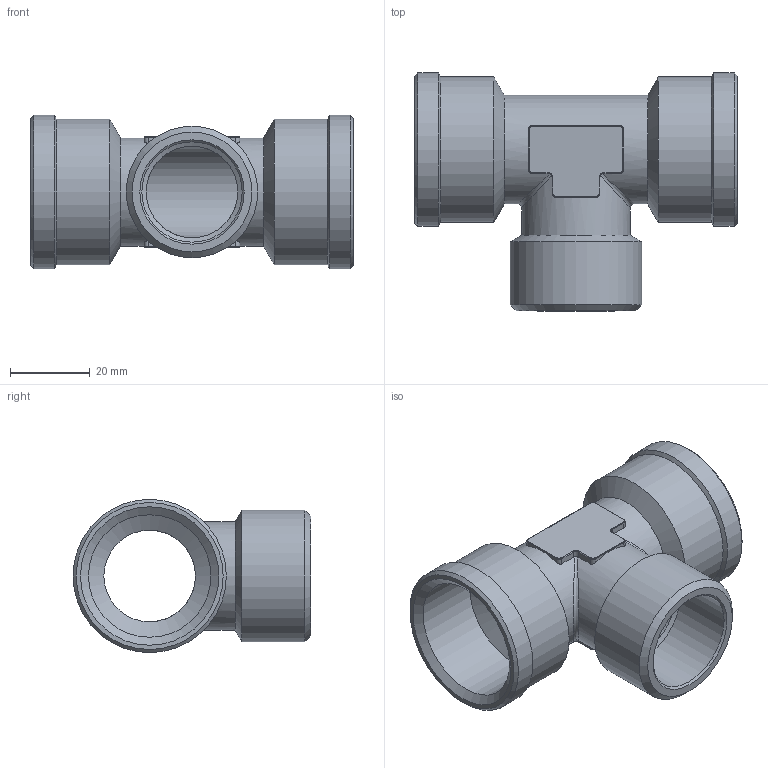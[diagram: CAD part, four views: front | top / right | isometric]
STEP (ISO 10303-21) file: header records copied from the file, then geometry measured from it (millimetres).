
FILE_DESCRIPTION( ( 'STEP AP214' ), '1' );
FILE_NAME( 'psolqas_18276_32.stp', '2021-03-04T17:28:53', ( 'License CC BY-ND 4.0' ), ( 'CADENAS' ), ' ', 'PARTsolutions', ' ' );
FILE_SCHEMA( ( 'AUTOMOTIVE_DESIGN { 1 0 10303 214 1 1 1 1 }' ) );
Length unit declared in the file: metre
Products named in the file (1): 1
Bounding box: 81 x 59.75 x 38.5 mm (x, y, z)
Volume: 29926.2 mm3; surface area: 21522 mm2
Topology: 1 solids, 1 shells, 97 faces, 242 edges, 146 vertices
Faces by surface type: cylinder 44, plane 21, torus 16, cone 14, bspline 2
Full cylindrical faces by diameter (mm): 23 x2, 25.2 x1, 27.3 x2, 30.75 x2, 33.05 x1, 36.5 x2, 38.5 x2
Entity records: 4235 total; most frequent: CARTESIAN_POINT 1315, DIRECTION 454, ORIENTED_EDGE 412, EDGE_CURVE 206, AXIS2_PLACEMENT_3D 190, VERTEX_POINT 138, EDGE_LOOP 128, FACE_OUTER_BOUND 109
